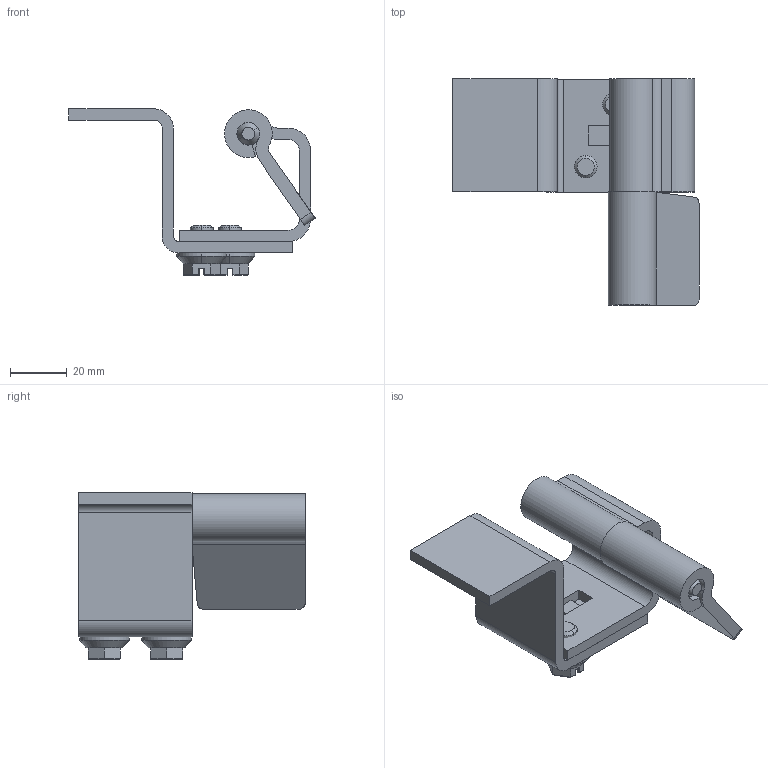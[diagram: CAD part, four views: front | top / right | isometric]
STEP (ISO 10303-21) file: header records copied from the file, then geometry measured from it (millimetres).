
FILE_DESCRIPTION( (''), '2;1');
FILE_NAME ('PC010.10316.TEH_1046_U1_23281.stp','2021-08-04T16:28:05',(''),(''),'spGate 17.5.2','','');
FILE_SCHEMA (('AUTOMOTIVE_DESIGN'));
Length unit declared in the file: millimetre
Products named in the file (9): Assembly; PC010-prt0; PC010-prt1; 1046-U1_asm_M2; 1046-U1_asm_M3; 1046-U1_asm_M4; 1046-U1_asm_M5; TEH_1046_U1_M2; TEH_1046_U1_M4
Assembly tree (8 placements, depth 2):
  Assembly
    PC010-prt0
    PC010-prt1
    1046-U1_asm_M2
    1046-U1_asm_M3
    1046-U1_asm_M4
    1046-U1_asm_M5
    TEH_1046_U1_M2
    TEH_1046_U1_M4
Bounding box: 87.14 x 80 x 58.85 mm (x, y, z)
Volume: 56562.8 mm3; surface area: 32771 mm2
Topology: 6 solids, 7 shells, 303 faces, 755 edges, 461 vertices
Faces by surface type: cylinder 134, plane 121, bspline 32, sphere 16
Full cylindrical faces by diameter (mm): 8 x1
Entity records: 16159 total; most frequent: CARTESIAN_POINT 2967, ORIENTED_EDGE 1491, DIRECTION 1405, COLOUR_RGB 1057, PRESENTATION_STYLE_ASSIGNMENT 1057, STYLED_ITEM 1057, EDGE_CURVE 747, DRAUGHTING_PRE_DEFINED_CURVE_FONT 747
